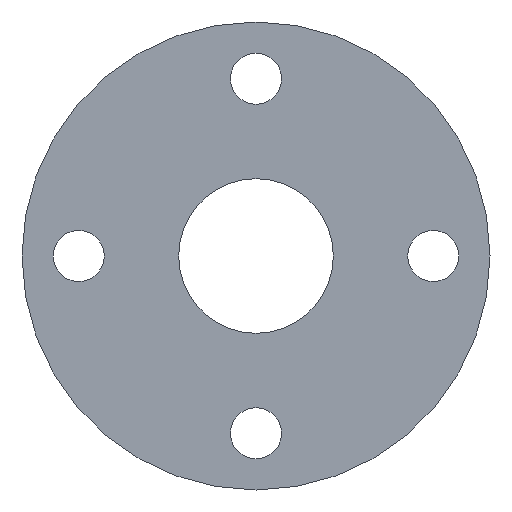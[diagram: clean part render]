
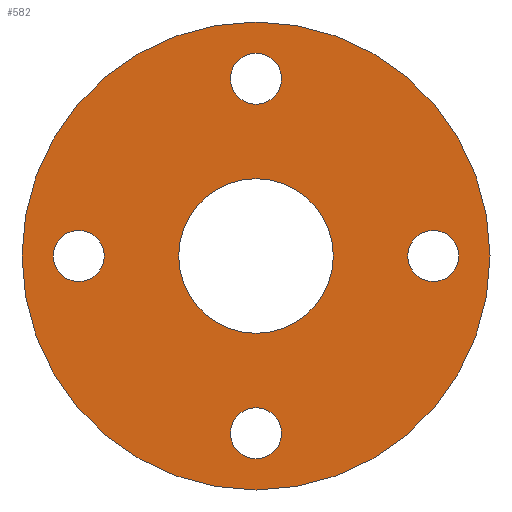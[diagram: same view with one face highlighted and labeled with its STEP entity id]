
A CAD part, front view. The second image highlights one B-rep face of the part: STEP entity #582.
In plain terms, the highlighted planar face has unit normal (0, -1, 0).
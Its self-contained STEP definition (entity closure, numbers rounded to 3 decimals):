
#6 = EDGE_CURVE ( 'NONE', #147, #237, #134, .T. ) ;
#7 = CARTESIAN_POINT ( 'NONE',  ( 53.5, 0., 0. ) ) ;
#8 = ORIENTED_EDGE ( 'NONE', *, *, #315, .F. ) ;
#10 = DIRECTION ( 'NONE',  ( -1., 0., 0. ) ) ;
#11 = AXIS2_PLACEMENT_3D ( 'NONE', #402, #585, #177 ) ;
#12 = VERTEX_POINT ( 'NONE', #136 ) ;
#14 = CARTESIAN_POINT ( 'NONE',  ( 0., 0., 62.5 ) ) ;
#15 = AXIS2_PLACEMENT_3D ( 'NONE', #586, #308, #578 ) ;
#17 = VERTEX_POINT ( 'NONE', #310 ) ;
#18 = DIRECTION ( 'NONE',  ( 0., -1., 0. ) ) ;
#25 = ORIENTED_EDGE ( 'NONE', *, *, #487, .F. ) ;
#27 = FACE_BOUND ( 'NONE', #519, .T. ) ;
#32 = EDGE_CURVE ( 'NONE', #291, #170, #221, .T. ) ;
#40 = CARTESIAN_POINT ( 'NONE',  ( 0., 0., -27.25 ) ) ;
#48 = CARTESIAN_POINT ( 'NONE',  ( 0., 0., -62.5 ) ) ;
#49 = VERTEX_POINT ( 'NONE', #264 ) ;
#58 = DIRECTION ( 'NONE',  ( 1., 0., 0. ) ) ;
#59 = ORIENTED_EDGE ( 'NONE', *, *, #6, .F. ) ;
#65 = DIRECTION ( 'NONE',  ( 0., 1., 0. ) ) ;
#73 = FACE_BOUND ( 'NONE', #567, .T. ) ;
#74 = CIRCLE ( 'NONE', #190, 27.25 ) ;
#82 = FACE_OUTER_BOUND ( 'NONE', #199, .T. ) ;
#89 = DIRECTION ( 'NONE',  ( 0., 1., 0. ) ) ;
#91 = CARTESIAN_POINT ( 'NONE',  ( 62.5, 0., 0. ) ) ;
#92 = ORIENTED_EDGE ( 'NONE', *, *, #32, .F. ) ;
#95 = EDGE_CURVE ( 'NONE', #472, #12, #74, .T. ) ;
#98 = DIRECTION ( 'NONE',  ( -1., 0., 0. ) ) ;
#109 = VERTEX_POINT ( 'NONE', #229 ) ;
#116 = CARTESIAN_POINT ( 'NONE',  ( 0., 0., -82.5 ) ) ;
#122 = AXIS2_PLACEMENT_3D ( 'NONE', #188, #557, #98 ) ;
#124 = AXIS2_PLACEMENT_3D ( 'NONE', #207, #65, #341 ) ;
#125 = DIRECTION ( 'NONE',  ( 0., 1., 0. ) ) ;
#129 = EDGE_CURVE ( 'NONE', #170, #291, #562, .T. ) ;
#134 = CIRCLE ( 'NONE', #15, 9. ) ;
#136 = CARTESIAN_POINT ( 'NONE',  ( 0., 0., 27.25 ) ) ;
#141 = CARTESIAN_POINT ( 'NONE',  ( 0., 0., 0. ) ) ;
#147 = VERTEX_POINT ( 'NONE', #368 ) ;
#149 = ORIENTED_EDGE ( 'NONE', *, *, #129, .F. ) ;
#152 = CARTESIAN_POINT ( 'NONE',  ( 0., 0., 53.5 ) ) ;
#155 = CARTESIAN_POINT ( 'NONE',  ( -53.5, 0., 0. ) ) ;
#164 = AXIS2_PLACEMENT_3D ( 'NONE', #91, #468, #58 ) ;
#168 = EDGE_CURVE ( 'NONE', #12, #472, #381, .T. ) ;
#170 = VERTEX_POINT ( 'NONE', #7 ) ;
#177 = DIRECTION ( 'NONE',  ( 0., 0., -1. ) ) ;
#179 = DIRECTION ( 'NONE',  ( 0., 0., 1. ) ) ;
#188 = CARTESIAN_POINT ( 'NONE',  ( -62.5, 0., 0. ) ) ;
#190 = AXIS2_PLACEMENT_3D ( 'NONE', #262, #89, #443 ) ;
#199 = EDGE_LOOP ( 'NONE', ( #258, #25 ) ) ;
#200 = CIRCLE ( 'NONE', #276, 82.5 ) ;
#204 = CARTESIAN_POINT ( 'NONE',  ( -62.5, 0., 0. ) ) ;
#205 = VERTEX_POINT ( 'NONE', #152 ) ;
#207 = CARTESIAN_POINT ( 'NONE',  ( 0., 0., 0. ) ) ;
#213 = EDGE_CURVE ( 'NONE', #17, #438, #469, .T. ) ;
#214 = FACE_BOUND ( 'NONE', #376, .T. ) ;
#221 = CIRCLE ( 'NONE', #259, 9. ) ;
#229 = CARTESIAN_POINT ( 'NONE',  ( 0., 0., 71.5 ) ) ;
#230 = AXIS2_PLACEMENT_3D ( 'NONE', #141, #423, #367 ) ;
#237 = VERTEX_POINT ( 'NONE', #281 ) ;
#239 = EDGE_CURVE ( 'NONE', #237, #147, #500, .T. ) ;
#248 = ORIENTED_EDGE ( 'NONE', *, *, #95, .T. ) ;
#250 = CIRCLE ( 'NONE', #355, 9. ) ;
#258 = ORIENTED_EDGE ( 'NONE', *, *, #371, .F. ) ;
#259 = AXIS2_PLACEMENT_3D ( 'NONE', #580, #306, #452 ) ;
#262 = CARTESIAN_POINT ( 'NONE',  ( 0., 0., 0. ) ) ;
#264 = CARTESIAN_POINT ( 'NONE',  ( 0., 0., 82.5 ) ) ;
#273 = DIRECTION ( 'NONE',  ( 0., 0., -1. ) ) ;
#276 = AXIS2_PLACEMENT_3D ( 'NONE', #537, #125, #179 ) ;
#279 = ORIENTED_EDGE ( 'NONE', *, *, #168, .T. ) ;
#281 = CARTESIAN_POINT ( 'NONE',  ( 0., 0., -71.5 ) ) ;
#291 = VERTEX_POINT ( 'NONE', #296 ) ;
#292 = CARTESIAN_POINT ( 'NONE',  ( 0., 0., 62.5 ) ) ;
#296 = CARTESIAN_POINT ( 'NONE',  ( 71.5, 0., 0. ) ) ;
#300 = VERTEX_POINT ( 'NONE', #116 ) ;
#306 = DIRECTION ( 'NONE',  ( 0., -1., 0. ) ) ;
#308 = DIRECTION ( 'NONE',  ( 0., -1., 0. ) ) ;
#310 = CARTESIAN_POINT ( 'NONE',  ( -71.5, 0., 0. ) ) ;
#315 = EDGE_CURVE ( 'NONE', #109, #205, #250, .T. ) ;
#335 = AXIS2_PLACEMENT_3D ( 'NONE', #292, #471, #476 ) ;
#336 = EDGE_CURVE ( 'NONE', #438, #17, #382, .T. ) ;
#338 = ORIENTED_EDGE ( 'NONE', *, *, #353, .F. ) ;
#339 = DIRECTION ( 'NONE',  ( 0., -1., 0. ) ) ;
#341 = DIRECTION ( 'NONE',  ( 0., 0., 1. ) ) ;
#348 = ORIENTED_EDGE ( 'NONE', *, *, #239, .F. ) ;
#353 = EDGE_CURVE ( 'NONE', #205, #109, #457, .T. ) ;
#355 = AXIS2_PLACEMENT_3D ( 'NONE', #14, #339, #437 ) ;
#367 = DIRECTION ( 'NONE',  ( 0., 0., 1. ) ) ;
#368 = CARTESIAN_POINT ( 'NONE',  ( 0., 0., -53.5 ) ) ;
#371 = EDGE_CURVE ( 'NONE', #49, #300, #581, .T. ) ;
#373 = EDGE_LOOP ( 'NONE', ( #92, #149 ) ) ;
#376 = EDGE_LOOP ( 'NONE', ( #279, #248 ) ) ;
#381 = CIRCLE ( 'NONE', #230, 27.25 ) ;
#382 = CIRCLE ( 'NONE', #479, 9. ) ;
#393 = EDGE_LOOP ( 'NONE', ( #507, #412 ) ) ;
#394 = PLANE ( 'NONE',  #11 ) ;
#402 = CARTESIAN_POINT ( 'NONE',  ( -82.5, 0., 0. ) ) ;
#412 = ORIENTED_EDGE ( 'NONE', *, *, #336, .F. ) ;
#423 = DIRECTION ( 'NONE',  ( 0., 1., 0. ) ) ;
#437 = DIRECTION ( 'NONE',  ( 0., 0., 1. ) ) ;
#438 = VERTEX_POINT ( 'NONE', #155 ) ;
#439 = FACE_BOUND ( 'NONE', #373, .T. ) ;
#443 = DIRECTION ( 'NONE',  ( 0., 0., 1. ) ) ;
#452 = DIRECTION ( 'NONE',  ( 1., 0., 0. ) ) ;
#457 = CIRCLE ( 'NONE', #335, 9. ) ;
#464 = DIRECTION ( 'NONE',  ( 0., -1., 0. ) ) ;
#468 = DIRECTION ( 'NONE',  ( 0., -1., 0. ) ) ;
#469 = CIRCLE ( 'NONE', #122, 9. ) ;
#471 = DIRECTION ( 'NONE',  ( 0., -1., 0. ) ) ;
#472 = VERTEX_POINT ( 'NONE', #40 ) ;
#476 = DIRECTION ( 'NONE',  ( 0., 0., 1. ) ) ;
#479 = AXIS2_PLACEMENT_3D ( 'NONE', #204, #18, #10 ) ;
#487 = EDGE_CURVE ( 'NONE', #300, #49, #200, .T. ) ;
#497 = FACE_BOUND ( 'NONE', #393, .T. ) ;
#500 = CIRCLE ( 'NONE', #574, 9. ) ;
#507 = ORIENTED_EDGE ( 'NONE', *, *, #213, .F. ) ;
#519 = EDGE_LOOP ( 'NONE', ( #348, #59 ) ) ;
#537 = CARTESIAN_POINT ( 'NONE',  ( 0., 0., 0. ) ) ;
#557 = DIRECTION ( 'NONE',  ( 0., -1., 0. ) ) ;
#562 = CIRCLE ( 'NONE', #164, 9. ) ;
#567 = EDGE_LOOP ( 'NONE', ( #8, #338 ) ) ;
#574 = AXIS2_PLACEMENT_3D ( 'NONE', #48, #464, #273 ) ;
#578 = DIRECTION ( 'NONE',  ( 0., 0., -1. ) ) ;
#580 = CARTESIAN_POINT ( 'NONE',  ( 62.5, 0., 0. ) ) ;
#581 = CIRCLE ( 'NONE', #124, 82.5 ) ;
#582 = ADVANCED_FACE ( 'NONE', ( #497, #73, #439, #27, #214, #82 ), #394, .T. ) ;
#585 = DIRECTION ( 'NONE',  ( 0., -1., 0. ) ) ;
#586 = CARTESIAN_POINT ( 'NONE',  ( 0., 0., -62.5 ) ) ;
